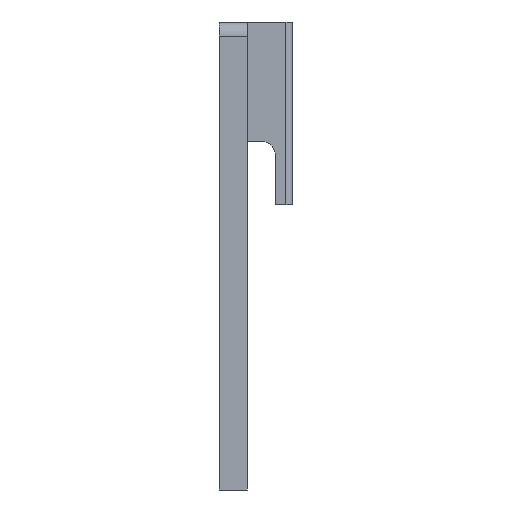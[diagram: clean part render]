
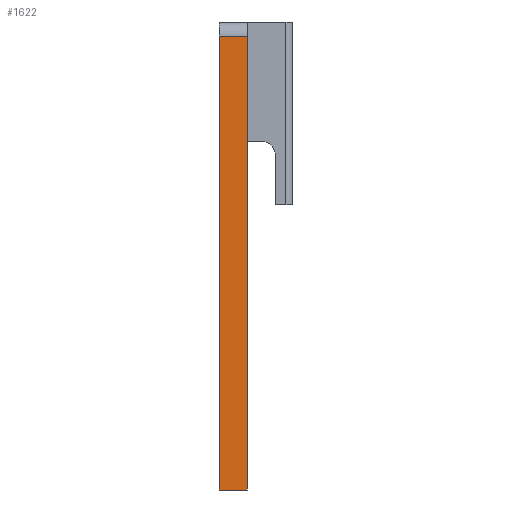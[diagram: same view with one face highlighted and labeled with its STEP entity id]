
A CAD part, left-side view. The second image highlights one B-rep face of the part: STEP entity #1622.
In plain terms, the highlighted planar face has unit normal (-1, 0, 0).
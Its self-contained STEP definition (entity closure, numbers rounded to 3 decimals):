
#170=CARTESIAN_POINT('',(-1145.6,-100.,208.08));
#171=VERTEX_POINT('',#170);
#178=CARTESIAN_POINT('',(-1145.6,-96.,208.08));
#179=VERTEX_POINT('',#178);
#180=CARTESIAN_POINT('',(-1145.6,-96.,208.08));
#181=DIRECTION('',(0.,-1.,0.));
#182=VECTOR('',#181,4.);
#183=LINE('',#180,#182);
#184=EDGE_CURVE('',#179,#171,#183,.T.);
#1367=CARTESIAN_POINT('',(-1145.6,-96.,272.805));
#1368=VERTEX_POINT('',#1367);
#1369=CARTESIAN_POINT('',(-1145.6,-96.,272.805));
#1370=DIRECTION('',(0.,0.,-1.));
#1371=VECTOR('',#1370,64.725);
#1372=LINE('',#1369,#1371);
#1373=EDGE_CURVE('',#1368,#179,#1372,.T.);
#1599=CARTESIAN_POINT('',(-1145.6,-99.,241.475));
#1600=DIRECTION('',(-1.,-0.,0.));
#1601=DIRECTION('',(-0.,1.,0.));
#1602=AXIS2_PLACEMENT_3D('',#1599,#1600,#1601);
#1603=PLANE('',#1602);
#1604=ORIENTED_EDGE('',*,*,#1373,.T.);
#1605=ORIENTED_EDGE('',*,*,#184,.T.);
#1606=CARTESIAN_POINT('',(-1145.6,-100.,272.805));
#1607=VERTEX_POINT('',#1606);
#1608=CARTESIAN_POINT('',(-1145.6,-100.,272.805));
#1609=DIRECTION('',(0.,0.,-1.));
#1610=VECTOR('',#1609,64.725);
#1611=LINE('',#1608,#1610);
#1612=EDGE_CURVE('',#1607,#171,#1611,.T.);
#1613=ORIENTED_EDGE('',*,*,#1612,.F.);
#1614=CARTESIAN_POINT('',(-1145.6,-96.,272.805));
#1615=DIRECTION('',(0.,-1.,-0.));
#1616=VECTOR('',#1615,4.);
#1617=LINE('',#1614,#1616);
#1618=EDGE_CURVE('',#1368,#1607,#1617,.T.);
#1619=ORIENTED_EDGE('',*,*,#1618,.F.);
#1620=EDGE_LOOP('',(#1604,#1605,#1613,#1619));
#1621=FACE_BOUND('',#1620,.T.);
#1622=ADVANCED_FACE('',(#1621),#1603,.T.);
